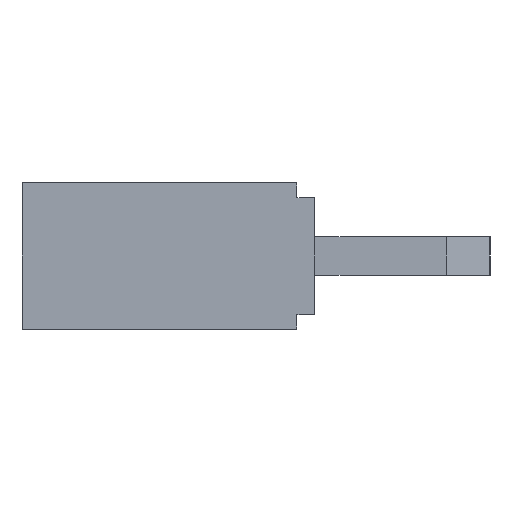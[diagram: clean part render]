
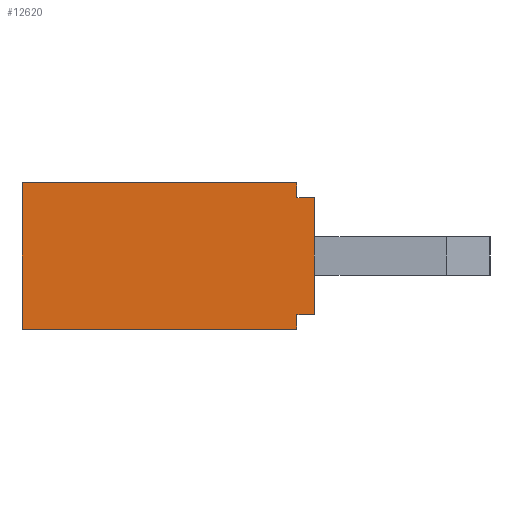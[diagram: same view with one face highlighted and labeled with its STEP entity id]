
A CAD part, left-side view. The second image highlights one B-rep face of the part: STEP entity #12620.
In plain terms, the highlighted planar face has unit normal (-1, 0, 0).
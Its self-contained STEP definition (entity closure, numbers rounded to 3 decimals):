
#177=FACE_OUTER_BOUND('',#906,.T.);
#906=EDGE_LOOP('',(#8322,#8323,#8324,#8325,#8326,#8327,#8328,#8329));
#1954=LINE('',#17787,#3698);
#1955=LINE('',#17789,#3699);
#1956=LINE('',#17791,#3700);
#1957=LINE('',#17793,#3701);
#1958=LINE('',#17795,#3702);
#1959=LINE('',#17797,#3703);
#1960=LINE('',#17799,#3704);
#1961=LINE('',#17800,#3705);
#3698=VECTOR('',#14380,2.5);
#3699=VECTOR('',#14381,0.3);
#3700=VECTOR('',#14382,2.);
#3701=VECTOR('',#14383,0.3);
#3702=VECTOR('',#14384,2.5);
#3703=VECTOR('',#14385,4.7);
#3704=VECTOR('',#14386,2.5);
#3705=VECTOR('',#14387,4.7);
#5442=VERTEX_POINT('',#17785);
#5443=VERTEX_POINT('',#17786);
#5444=VERTEX_POINT('',#17788);
#5445=VERTEX_POINT('',#17790);
#5446=VERTEX_POINT('',#17792);
#5447=VERTEX_POINT('',#17794);
#5448=VERTEX_POINT('',#17796);
#5449=VERTEX_POINT('',#17798);
#6578=EDGE_CURVE('',#5442,#5443,#1954,.T.);
#6579=EDGE_CURVE('',#5443,#5444,#1955,.T.);
#6580=EDGE_CURVE('',#5444,#5445,#1956,.T.);
#6581=EDGE_CURVE('',#5445,#5446,#1957,.T.);
#6582=EDGE_CURVE('',#5446,#5447,#1958,.T.);
#6583=EDGE_CURVE('',#5448,#5447,#1959,.T.);
#6584=EDGE_CURVE('',#5449,#5448,#1960,.T.);
#6585=EDGE_CURVE('',#5442,#5449,#1961,.T.);
#8322=ORIENTED_EDGE('',*,*,#6578,.T.);
#8323=ORIENTED_EDGE('',*,*,#6579,.T.);
#8324=ORIENTED_EDGE('',*,*,#6580,.T.);
#8325=ORIENTED_EDGE('',*,*,#6581,.T.);
#8326=ORIENTED_EDGE('',*,*,#6582,.T.);
#8327=ORIENTED_EDGE('',*,*,#6583,.F.);
#8328=ORIENTED_EDGE('',*,*,#6584,.F.);
#8329=ORIENTED_EDGE('',*,*,#6585,.F.);
#11610=PLANE('',#13364);
#12620=ADVANCED_FACE('',(#177),#11610,.F.);
#13364=AXIS2_PLACEMENT_3D('',#17784,#14378,#14379);
#14378=DIRECTION('center_axis',(1.,0.,0.));
#14379=DIRECTION('ref_axis',(0.,0.,-1.));
#14380=DIRECTION('',(0.,0.,1.));
#14381=DIRECTION('',(0.,-1.,0.));
#14382=DIRECTION('',(0.,0.,1.));
#14383=DIRECTION('',(0.,1.,0.));
#14384=DIRECTION('',(0.,0.,1.));
#14385=DIRECTION('',(0.,-1.,0.));
#14386=DIRECTION('',(0.,0.,1.));
#14387=DIRECTION('',(0.,1.,0.));
#17784=CARTESIAN_POINT('Origin',(-25.65,0.,0.));
#17785=CARTESIAN_POINT('',(-25.65,0.3,-1.25));
#17786=CARTESIAN_POINT('',(-25.65,0.3,-1.));
#17787=CARTESIAN_POINT('',(-25.65,0.3,-1.25));
#17788=CARTESIAN_POINT('',(-25.65,0.,-1.));
#17789=CARTESIAN_POINT('',(-25.65,0.,-1.));
#17790=CARTESIAN_POINT('',(-25.65,0.,1.));
#17791=CARTESIAN_POINT('',(-25.65,0.,1.));
#17792=CARTESIAN_POINT('',(-25.65,0.3,1.));
#17793=CARTESIAN_POINT('',(-25.65,0.3,1.));
#17794=CARTESIAN_POINT('',(-25.65,0.3,1.25));
#17795=CARTESIAN_POINT('',(-25.65,0.3,-1.25));
#17796=CARTESIAN_POINT('',(-25.65,5.,1.25));
#17797=CARTESIAN_POINT('',(-25.65,5.,1.25));
#17798=CARTESIAN_POINT('',(-25.65,5.,-1.25));
#17799=CARTESIAN_POINT('',(-25.65,5.,-1.25));
#17800=CARTESIAN_POINT('',(-25.65,0.3,-1.25));
